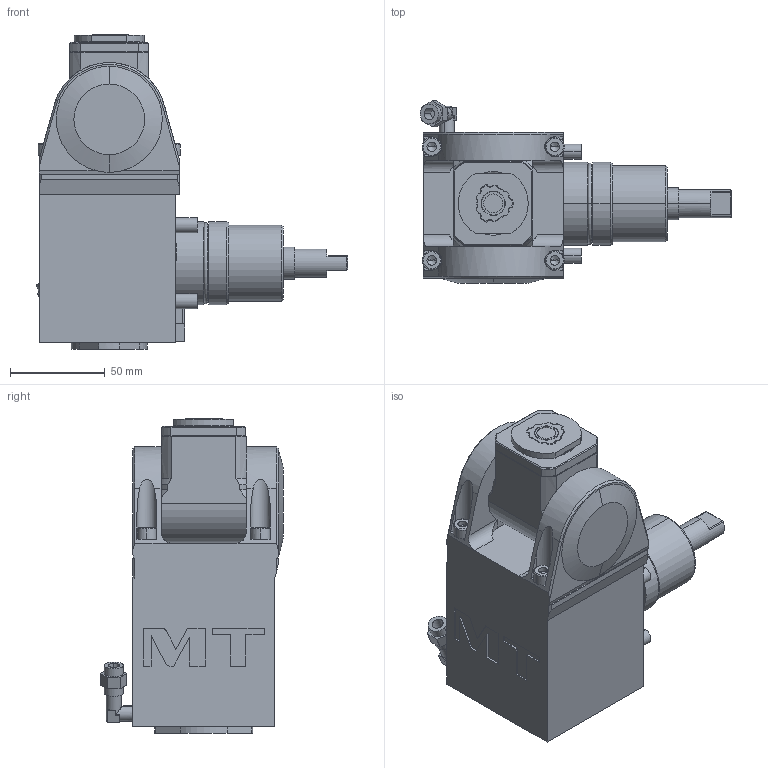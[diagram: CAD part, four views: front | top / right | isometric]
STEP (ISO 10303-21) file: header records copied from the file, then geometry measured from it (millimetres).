
FILE_DESCRIPTION((''),'2;1');
FILE_NAME('NKM0670316_CONF','2023-03-22T14:44:31',('smalpassi'),('M.T. srl'),'CREO PARAMETRIC BY PTC INC, 2021072','CREO PARAMETRIC BY PTC INC, 2021072','');
FILE_SCHEMA(('CONFIG_CONTROL_DESIGN'));
Length unit declared in the file: millimetre
Products named in the file (1): NKM0670316_CONF
Bounding box: 164.57 x 96.37 x 166.31 mm (x, y, z)
Volume: 825840.7 mm3; surface area: 78601.7 mm2
Topology: 1 solids, 1 shells, 407 faces, 1024 edges, 649 vertices
Faces by surface type: plane 182, cylinder 132, cone 54, torus 25, bspline 12, extrusion 2
Entity records: 13589 total; most frequent: CARTESIAN_POINT 3823, ORIENTED_EDGE 2032, DIRECTION 2009, EDGE_CURVE 1016, AXIS2_PLACEMENT_3D 737, VERTEX_POINT 649, VECTOR 535, LINE 533
